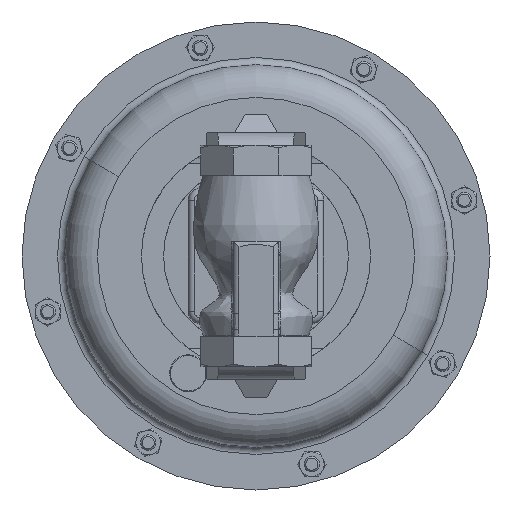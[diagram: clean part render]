
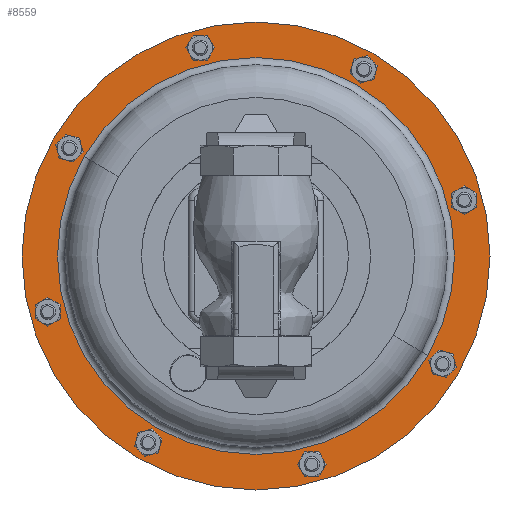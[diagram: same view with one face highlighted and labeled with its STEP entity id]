
A CAD part, front view. The second image highlights one B-rep face of the part: STEP entity #8559.
In plain terms, the highlighted planar face has unit normal (0, -1, 0).
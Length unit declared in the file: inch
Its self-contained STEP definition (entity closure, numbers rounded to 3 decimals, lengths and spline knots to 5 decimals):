
#1271 = VERTEX_POINT ( 'NONE', #1484 ) ;
#1484 = CARTESIAN_POINT ( 'NONE',  ( -4.11362, 8.835, 0.125 ) ) ;
#2015 = CARTESIAN_POINT ( 'NONE',  ( 0., 8.835, -2.25 ) ) ;
#2824 = EDGE_CURVE ( 'NONE', #22720, #19586, #7837, .T. ) ;
#3102 = FACE_OUTER_BOUND ( 'NONE', #26882, .T. ) ;
#3537 = AXIS2_PLACEMENT_3D ( 'NONE', #2015, #20188, #4633 ) ;
#3736 = CARTESIAN_POINT ( 'NONE',  ( -2.375, 8.835, -6.36362 ) ) ;
#3854 = PLANE ( 'NONE',  #30955 ) ;
#4633 = DIRECTION ( 'NONE',  ( 0.866, 0., -0.5 ) ) ;
#5173 = DIRECTION ( 'NONE',  ( 0., 1., 0. ) ) ;
#6467 = DIRECTION ( 'NONE',  ( -0.866, 0., 0.5 ) ) ;
#6900 = ORIENTED_EDGE ( 'NONE', *, *, #26521, .F. ) ;
#7331 = ORIENTED_EDGE ( 'NONE', *, *, #28609, .T. ) ;
#7837 = CIRCLE ( 'NONE', #15053, 4.029 ) ;
#8269 = CIRCLE ( 'NONE', #23244, 4.75 ) ;
#8559 = ADVANCED_FACE ( 'NONE', ( #16937, #3102 ), #3854, .T. ) ;
#9405 = VERTEX_POINT ( 'NONE', #32828 ) ;
#9828 = DIRECTION ( 'NONE',  ( 0., 1., 0. ) ) ;
#10280 = ORIENTED_EDGE ( 'NONE', *, *, #14831, .F. ) ;
#11971 = CARTESIAN_POINT ( 'NONE',  ( 3.48922, 8.835, -4.2645 ) ) ;
#12748 = CARTESIAN_POINT ( 'NONE',  ( -3.48922, 8.835, -0.2355 ) ) ;
#13632 = DIRECTION ( 'NONE',  ( 0., 1., 0. ) ) ;
#13919 = EDGE_LOOP ( 'NONE', ( #25631, #7331 ) ) ;
#14831 = EDGE_CURVE ( 'NONE', #9405, #1271, #32484, .T. ) ;
#15053 = AXIS2_PLACEMENT_3D ( 'NONE', #29124, #13632, #31729 ) ;
#16937 = FACE_BOUND ( 'NONE', #13919, .T. ) ;
#19586 = VERTEX_POINT ( 'NONE', #12748 ) ;
#20188 = DIRECTION ( 'NONE',  ( 0., 1., 0. ) ) ;
#20712 = CARTESIAN_POINT ( 'NONE',  ( 0., 8.835, -2.25 ) ) ;
#21985 = CIRCLE ( 'NONE', #26942, 4.029 ) ;
#22015 = DIRECTION ( 'NONE',  ( 0., -1., 0. ) ) ;
#22720 = VERTEX_POINT ( 'NONE', #11971 ) ;
#23244 = AXIS2_PLACEMENT_3D ( 'NONE', #20712, #5173, #23322 ) ;
#23322 = DIRECTION ( 'NONE',  ( 0.866, 0., -0.5 ) ) ;
#25340 = CARTESIAN_POINT ( 'NONE',  ( 0., 8.835, -2.25 ) ) ;
#25631 = ORIENTED_EDGE ( 'NONE', *, *, #2824, .T. ) ;
#26521 = EDGE_CURVE ( 'NONE', #1271, #9405, #8269, .T. ) ;
#26882 = EDGE_LOOP ( 'NONE', ( #10280, #6900 ) ) ;
#26942 = AXIS2_PLACEMENT_3D ( 'NONE', #25340, #9828, #27929 ) ;
#27929 = DIRECTION ( 'NONE',  ( 0.866, 0., -0.5 ) ) ;
#28609 = EDGE_CURVE ( 'NONE', #19586, #22720, #21985, .T. ) ;
#29124 = CARTESIAN_POINT ( 'NONE',  ( 0., 8.835, -2.25 ) ) ;
#30955 = AXIS2_PLACEMENT_3D ( 'NONE', #3736, #22015, #6467 ) ;
#31729 = DIRECTION ( 'NONE',  ( 0.866, 0., -0.5 ) ) ;
#32484 = CIRCLE ( 'NONE', #3537, 4.75 ) ;
#32828 = CARTESIAN_POINT ( 'NONE',  ( 4.11362, 8.835, -4.625 ) ) ;
